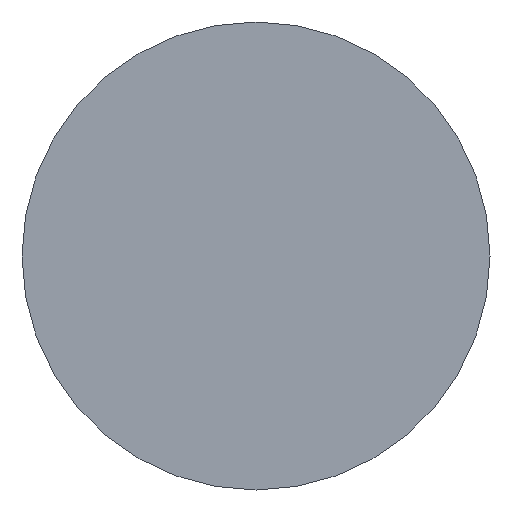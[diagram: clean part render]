
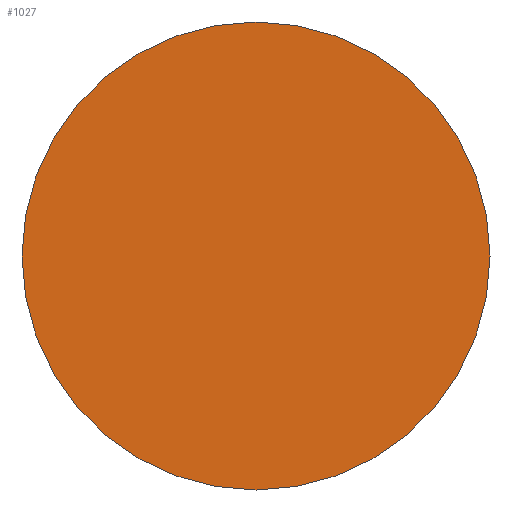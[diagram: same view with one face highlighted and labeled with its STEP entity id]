
A CAD part, front view. The second image highlights one B-rep face of the part: STEP entity #1027.
In plain terms, the highlighted planar face has unit normal (0, -1, 0).
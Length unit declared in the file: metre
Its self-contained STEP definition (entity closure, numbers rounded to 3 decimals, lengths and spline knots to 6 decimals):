
#229=PLANE('',#1181);
#489=ORIENTED_EDGE('',*,*,#619,.T.);
#619=EDGE_CURVE('',#677,#677,#735,.T.);
#677=VERTEX_POINT('',#1808);
#735=CIRCLE('',#1180,0.005);
#835=EDGE_LOOP('',(#489));
#935=FACE_BOUND('',#835,.T.);
#1027=ADVANCED_FACE('',(#935),#229,.T.);
#1180=AXIS2_PLACEMENT_3D('',#1807,#1534,#1535);
#1181=AXIS2_PLACEMENT_3D('',#1809,#1536,#1537);
#1534=DIRECTION('',(0.,-1.,0.));
#1535=DIRECTION('',(0.,0.,-1.));
#1536=DIRECTION('',(0.,-1.,0.));
#1537=DIRECTION('',(1.,0.,0.));
#1807=CARTESIAN_POINT('',(0.262467,-0.58,0.013452));
#1808=CARTESIAN_POINT('',(0.262467,-0.58,0.008452));
#1809=CARTESIAN_POINT('',(0.262467,-0.58,0.013452));
